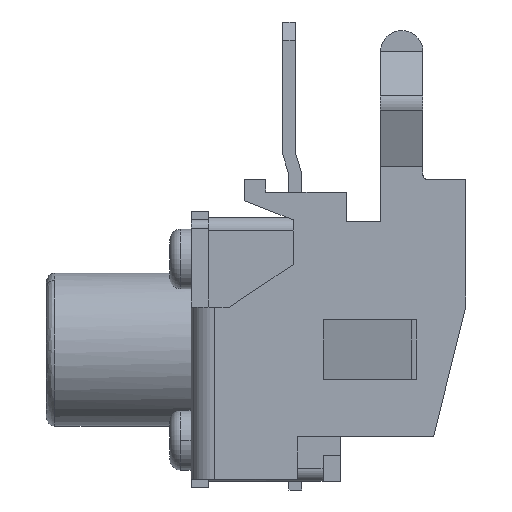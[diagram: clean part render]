
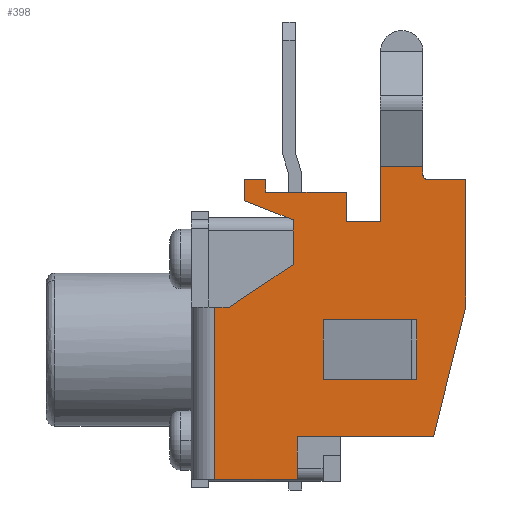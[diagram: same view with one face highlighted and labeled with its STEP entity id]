
A CAD part, left-side view. The second image highlights one B-rep face of the part: STEP entity #398.
In plain terms, the highlighted planar face has unit normal (-1, 0, 0).
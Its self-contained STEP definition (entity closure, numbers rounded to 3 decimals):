
#398=ADVANCED_FACE('NONE',(#934,#935),#936,.F.);
#934=FACE_OUTER_BOUND('',#1521,.T.);
#935=FACE_BOUND('',#1522,.T.);
#936=PLANE('',#1523);
#1521=EDGE_LOOP('',(#3542,#3543,#3544,#3545,#3546,#3547,#3548,#3549,#3550,#3551,#3552,#3553,#3554,#3555,#3556,#3557,#3558,#3559,#3560,#3561,#3562));
#1522=EDGE_LOOP('',(#3563,#3564,#3565,#3566));
#1523=AXIS2_PLACEMENT_3D('',#3567,#3568,#3569);
#3542=ORIENTED_EDGE('',*,*,#4490,.F.);
#3543=ORIENTED_EDGE('',*,*,#4487,.F.);
#3544=ORIENTED_EDGE('',*,*,#4485,.F.);
#3545=ORIENTED_EDGE('',*,*,#4483,.F.);
#3546=ORIENTED_EDGE('',*,*,#4478,.F.);
#3547=ORIENTED_EDGE('',*,*,#4304,.T.);
#3548=ORIENTED_EDGE('',*,*,#4477,.F.);
#3549=ORIENTED_EDGE('',*,*,#4476,.F.);
#3550=ORIENTED_EDGE('',*,*,#4473,.F.);
#3551=ORIENTED_EDGE('',*,*,#4470,.F.);
#3552=ORIENTED_EDGE('',*,*,#4467,.F.);
#3553=ORIENTED_EDGE('',*,*,#4464,.F.);
#3554=ORIENTED_EDGE('',*,*,#4459,.F.);
#3555=ORIENTED_EDGE('',*,*,#4456,.F.);
#3556=ORIENTED_EDGE('',*,*,#4453,.F.);
#3557=ORIENTED_EDGE('',*,*,#4450,.F.);
#3558=ORIENTED_EDGE('',*,*,#4447,.F.);
#3559=ORIENTED_EDGE('',*,*,#4609,.F.);
#3560=ORIENTED_EDGE('',*,*,#4610,.T.);
#3561=ORIENTED_EDGE('',*,*,#4611,.T.);
#3562=ORIENTED_EDGE('',*,*,#4612,.F.);
#3563=ORIENTED_EDGE('',*,*,#4501,.F.);
#3564=ORIENTED_EDGE('',*,*,#4498,.F.);
#3565=ORIENTED_EDGE('',*,*,#4494,.F.);
#3566=ORIENTED_EDGE('',*,*,#4503,.F.);
#3567=CARTESIAN_POINT('',(-3.725,1.75,-6.15));
#3568=DIRECTION('',(1.0,-0.0,0.0));
#3569=DIRECTION('',(0.0,1.0,-0.0));
#4304=EDGE_CURVE('NONE',#5300,#5298,#5301,.T.);
#4447=EDGE_CURVE('NONE',#5527,#5529,#5530,.T.);
#4450=EDGE_CURVE('NONE',#5529,#5534,#5535,.T.);
#4453=EDGE_CURVE('NONE',#5534,#5539,#5540,.T.);
#4456=EDGE_CURVE('NONE',#5539,#5544,#5545,.T.);
#4459=EDGE_CURVE('NONE',#5544,#5549,#5550,.T.);
#4464=EDGE_CURVE('NONE',#5549,#5555,#5558,.T.);
#4467=EDGE_CURVE('NONE',#5555,#5560,#5563,.T.);
#4470=EDGE_CURVE('NONE',#5560,#5565,#5568,.T.);
#4473=EDGE_CURVE('NONE',#5565,#5569,#5573,.T.);
#4476=EDGE_CURVE('NONE',#5569,#5574,#5577,.T.);
#4477=EDGE_CURVE('NONE',#5574,#5298,#5578,.T.);
#4478=EDGE_CURVE('NONE',#5300,#5579,#5580,.T.);
#4483=EDGE_CURVE('NONE',#5579,#5584,#5588,.T.);
#4485=EDGE_CURVE('NONE',#5584,#5591,#5592,.T.);
#4487=EDGE_CURVE('NONE',#5591,#5594,#5595,.T.);
#4490=EDGE_CURVE('NONE',#5594,#5599,#5600,.T.);
#4494=EDGE_CURVE('NONE',#5604,#5606,#5607,.T.);
#4498=EDGE_CURVE('NONE',#5606,#5609,#5613,.T.);
#4501=EDGE_CURVE('NONE',#5609,#5614,#5618,.T.);
#4503=EDGE_CURVE('NONE',#5614,#5604,#5620,.T.);
#4609=EDGE_CURVE('NONE',#5786,#5527,#5787,.T.);
#4610=EDGE_CURVE('NONE',#5786,#5788,#5789,.T.);
#4611=EDGE_CURVE('NONE',#5788,#5790,#5791,.T.);
#4612=EDGE_CURVE('NONE',#5599,#5790,#5792,.T.);
#5298=VERTEX_POINT('NONE',#6786);
#5300=VERTEX_POINT('NONE',#6789);
#5301=LINE('',#6790,#6791);
#5527=VERTEX_POINT('NONE',#7140);
#5529=VERTEX_POINT('NONE',#7143);
#5530=LINE('',#7144,#7145);
#5534=VERTEX_POINT('NONE',#7151);
#5535=LINE('',#7152,#7153);
#5539=VERTEX_POINT('NONE',#7159);
#5540=LINE('',#7160,#7161);
#5544=VERTEX_POINT('NONE',#7167);
#5545=LINE('',#7168,#7169);
#5549=VERTEX_POINT('NONE',#7175);
#5550=LINE('',#7176,#7177);
#5555=VERTEX_POINT('NONE',#7184);
#5558=LINE('',#7189,#7190);
#5560=VERTEX_POINT('NONE',#7192);
#5563=LINE('',#7197,#7198);
#5565=VERTEX_POINT('NONE',#7200);
#5568=LINE('',#7205,#7206);
#5569=VERTEX_POINT('NONE',#7207);
#5573=LINE('',#7213,#7214);
#5574=VERTEX_POINT('NONE',#7215);
#5577=LINE('',#7220,#7221);
#5578=LINE('',#7222,#7223);
#5579=VERTEX_POINT('NONE',#7224);
#5580=CIRCLE('',#7225,0.1);
#5584=VERTEX_POINT('NONE',#7230);
#5588=LINE('',#7236,#7237);
#5591=VERTEX_POINT('NONE',#7241);
#5592=LINE('',#7242,#7243);
#5594=VERTEX_POINT('NONE',#7246);
#5595=LINE('',#7247,#7248);
#5599=VERTEX_POINT('NONE',#7254);
#5600=LINE('',#7255,#7256);
#5604=VERTEX_POINT('NONE',#7262);
#5606=VERTEX_POINT('NONE',#7264);
#5607=LINE('',#7265,#7266);
#5609=VERTEX_POINT('NONE',#7268);
#5613=LINE('',#7274,#7275);
#5614=VERTEX_POINT('NONE',#7276);
#5618=LINE('',#7282,#7283);
#5620=LINE('',#7286,#7287);
#5786=VERTEX_POINT('NONE',#7546);
#5787=LINE('',#7547,#7548);
#5788=VERTEX_POINT('NONE',#7549);
#5789=LINE('',#7550,#7551);
#5790=VERTEX_POINT('NONE',#7552);
#5791=LINE('',#7553,#7554);
#5792=LINE('',#7555,#7556);
#6786=CARTESIAN_POINT('',(-3.725,-3.15,1.2));
#6789=CARTESIAN_POINT('',(-3.725,-3.15,1.0));
#6790=CARTESIAN_POINT('',(-3.725,-3.15,2.45));
#6791=VECTOR('',#8290,1000.0);
#7140=CARTESIAN_POINT('',(-3.725,1.4,-2.1));
#7143=CARTESIAN_POINT('',(-3.725,-0.1,-1.1));
#7144=CARTESIAN_POINT('',(-3.725,-0.1,-1.1));
#7145=VECTOR('',#8469,1000.0);
#7151=CARTESIAN_POINT('',(-3.725,-0.1,-0.05));
#7152=CARTESIAN_POINT('',(-3.725,-0.1,-2.475));
#7153=VECTOR('',#8472,1000.0);
#7159=CARTESIAN_POINT('',(-3.725,1.05,0.4));
#7160=CARTESIAN_POINT('',(-3.725,1.05,0.4));
#7161=VECTOR('',#8475,1000.0);
#7167=CARTESIAN_POINT('',(-3.725,1.05,0.9));
#7168=CARTESIAN_POINT('',(-3.725,1.05,-2.475));
#7169=VECTOR('',#8478,1000.0);
#7175=CARTESIAN_POINT('',(-3.725,0.55,0.9));
#7176=CARTESIAN_POINT('',(-3.725,-1.2,0.9));
#7177=VECTOR('',#8481,1000.0);
#7184=CARTESIAN_POINT('',(-3.725,0.55,0.6));
#7189=CARTESIAN_POINT('',(-3.725,0.55,-2.475));
#7190=VECTOR('',#8486,1000.0);
#7192=CARTESIAN_POINT('',(-3.725,-1.35,0.6));
#7197=CARTESIAN_POINT('',(-3.725,-1.2,0.6));
#7198=VECTOR('',#8489,1000.0);
#7200=CARTESIAN_POINT('',(-3.725,-1.35,-0.1));
#7205=CARTESIAN_POINT('',(-3.725,-1.35,-2.475));
#7206=VECTOR('',#8492,1000.0);
#7207=CARTESIAN_POINT('',(-3.725,-2.15,-0.1));
#7213=CARTESIAN_POINT('',(-3.725,-1.2,-0.1));
#7214=VECTOR('',#8495,1000.0);
#7215=CARTESIAN_POINT('',(-3.725,-2.15,1.2));
#7220=CARTESIAN_POINT('',(-3.725,-2.15,-2.475));
#7221=VECTOR('',#8498,1000.0);
#7222=CARTESIAN_POINT('',(-3.725,-1.2,1.2));
#7223=VECTOR('',#8499,1000.0);
#7224=CARTESIAN_POINT('',(-3.725,-3.25,0.9));
#7225=AXIS2_PLACEMENT_3D('',#8500,#8501,#8502);
#7230=CARTESIAN_POINT('',(-3.725,-4.15,0.9));
#7236=CARTESIAN_POINT('',(-3.725,-1.2,0.9));
#7237=VECTOR('',#8509,1000.0);
#7241=CARTESIAN_POINT('',(-3.725,-4.15,-2.1));
#7242=CARTESIAN_POINT('',(-3.725,-4.15,-2.475));
#7243=VECTOR('',#8511,1000.0);
#7246=CARTESIAN_POINT('',(-3.725,-3.4,-5.15));
#7247=CARTESIAN_POINT('',(-3.725,-3.4,-5.15));
#7248=VECTOR('',#8513,1000.0);
#7254=CARTESIAN_POINT('',(-3.725,-0.2,-5.15));
#7255=CARTESIAN_POINT('',(-3.725,-1.2,-5.15));
#7256=VECTOR('',#8516,1000.0);
#7262=CARTESIAN_POINT('',(-3.725,-3.,-3.8));
#7264=CARTESIAN_POINT('',(-3.725,-3.,-2.4));
#7265=CARTESIAN_POINT('',(-3.725,-3.,-2.475));
#7266=VECTOR('',#8522,1000.0);
#7268=CARTESIAN_POINT('',(-3.725,-0.8,-2.4));
#7274=CARTESIAN_POINT('',(-3.725,-1.2,-2.4));
#7275=VECTOR('',#8528,1000.0);
#7276=CARTESIAN_POINT('',(-3.725,-0.8,-3.8));
#7282=CARTESIAN_POINT('',(-3.725,-0.8,-2.475));
#7283=VECTOR('',#8531,1000.0);
#7286=CARTESIAN_POINT('',(-3.725,-1.2,-3.8));
#7287=VECTOR('',#8533,1000.0);
#7546=CARTESIAN_POINT('',(-3.725,1.75,-2.1));
#7547=CARTESIAN_POINT('',(-3.725,1.85,-2.1));
#7548=VECTOR('',#8663,1000.0);
#7549=CARTESIAN_POINT('',(-3.725,1.75,-6.15));
#7550=CARTESIAN_POINT('',(-3.725,1.75,-4.125));
#7551=VECTOR('',#8664,1000.0);
#7552=CARTESIAN_POINT('',(-3.725,-0.2,-6.15));
#7553=CARTESIAN_POINT('',(-3.725,1.05,-6.15));
#7554=VECTOR('',#8665,1000.0);
#7555=CARTESIAN_POINT('',(-3.725,-0.2,-5.65));
#7556=VECTOR('',#8666,1000.0);
#8290=DIRECTION('',(0.0,0.0,1.0));
#8469=DIRECTION('',(-0.0,-0.832,0.555));
#8472=DIRECTION('',(0.0,0.0,1.0));
#8475=DIRECTION('',(-0.0,0.931,0.364));
#8478=DIRECTION('',(0.0,0.0,1.0));
#8481=DIRECTION('',(0.0,-1.0,0.0));
#8486=DIRECTION('',(-0.0,-0.0,-1.0));
#8489=DIRECTION('',(0.0,-1.0,0.0));
#8492=DIRECTION('',(-0.0,-0.0,-1.0));
#8495=DIRECTION('',(0.0,-1.0,0.0));
#8498=DIRECTION('',(0.0,0.0,1.0));
#8499=DIRECTION('',(0.0,-1.0,0.0));
#8500=CARTESIAN_POINT('',(-3.725,-3.25,1.0));
#8501=DIRECTION('',(-1.0,0.,-0.0));
#8502=DIRECTION('',(0.,1.0,0.0));
#8509=DIRECTION('',(0.0,-1.0,0.0));
#8511=DIRECTION('',(-0.0,-0.0,-1.0));
#8513=DIRECTION('',(-0.0,0.239,-0.971));
#8516=DIRECTION('',(-0.0,1.0,-0.0));
#8522=DIRECTION('',(0.0,0.0,1.0));
#8528=DIRECTION('',(-0.0,1.0,-0.0));
#8531=DIRECTION('',(-0.0,-0.0,-1.0));
#8533=DIRECTION('',(0.0,-1.0,0.0));
#8663=DIRECTION('',(-0.0,-1.0,-0.0));
#8664=DIRECTION('',(0.0,0.0,-1.0));
#8665=DIRECTION('',(0.0,-1.0,0.0));
#8666=DIRECTION('',(-0.0,-0.0,-1.0));
